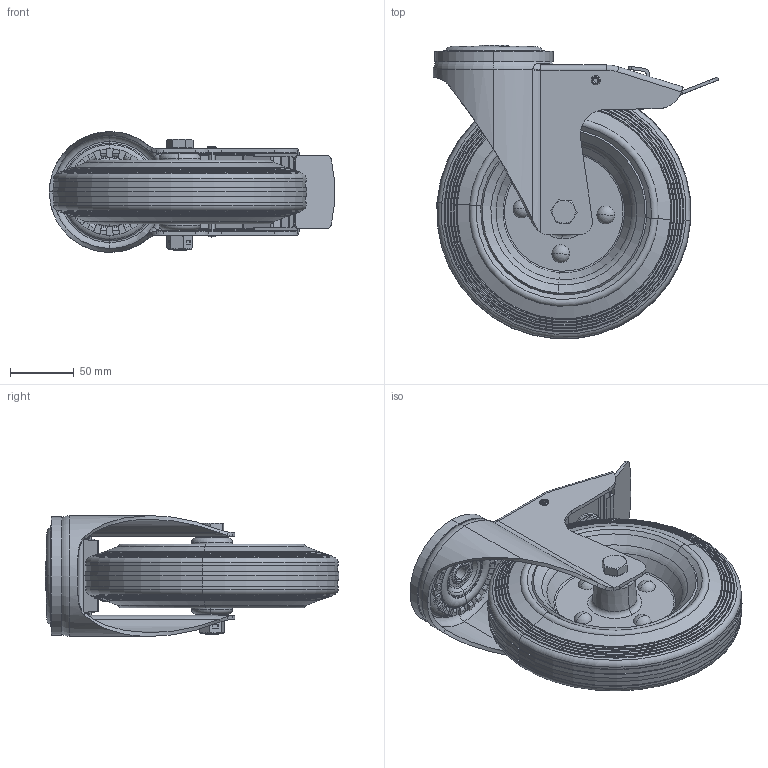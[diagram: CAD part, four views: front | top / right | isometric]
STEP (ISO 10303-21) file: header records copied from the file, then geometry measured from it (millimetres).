
FILE_DESCRIPTION (( 'STEP AP214' ), '1' );
FILE_NAME ('0055993.step', '2023-11-09T14:24:28', ( '' ), ( '' ), 'SwSTEP 2.0', 'SolidWorks 2020', '' );
FILE_SCHEMA (( 'AUTOMOTIVE_DESIGN' ));
Length unit declared in the file: millimetre
Products named in the file (1): 0055993
Bounding box: 224.14 x 230.74 x 95 mm (x, y, z)
Volume: 1130862.7 mm3; surface area: 315645.8 mm2
Topology: 34 solids, 35 shells, 1434 faces, 3486 edges, 2117 vertices
Faces by surface type: plane 500, cylinder 310, torus 293, cone 193, bspline 100, sphere 38
Entity records: 64987 total; most frequent: CARTESIAN_POINT 15566, DIRECTION 7181, ORIENTED_EDGE 6844, EDGE_CURVE 3422, AXIS2_PLACEMENT_3D 2891, VERTEX_POINT 2093, CIRCLE 1556, EDGE_LOOP 1539
